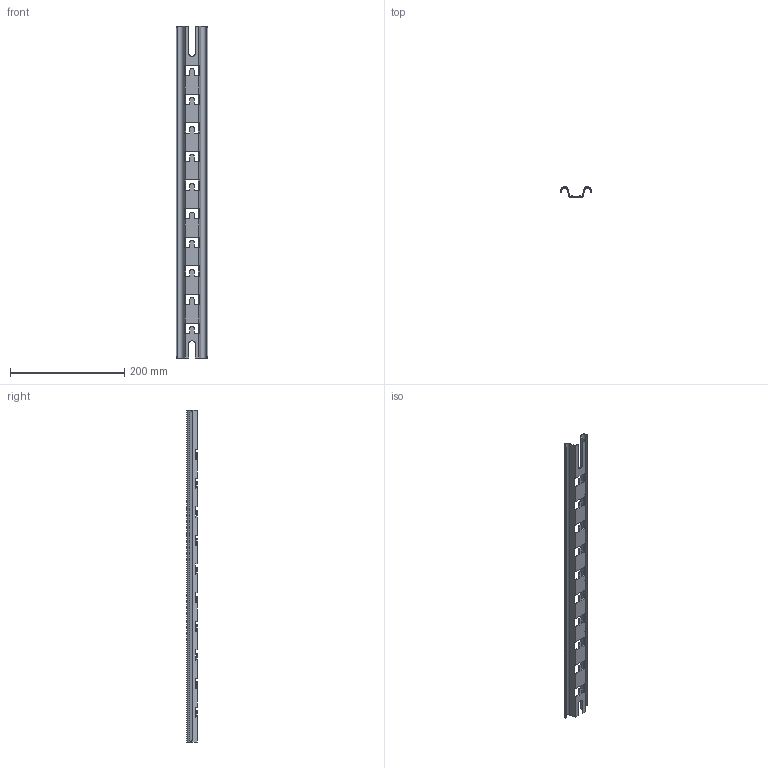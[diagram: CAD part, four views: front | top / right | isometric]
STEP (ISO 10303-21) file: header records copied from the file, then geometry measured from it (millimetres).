
FILE_DESCRIPTION (( 'STEP AP203' ), '1' );
FILE_NAME ('CLW10-VV-500 Äåðæàòåëü ãîðèçîíòàëüíûé VV 500.STEP', '2016-04-13T12:25:43', ( '' ), ( '' ), 'SwSTEP 2.0', 'SolidWorks 2014', '' );
FILE_SCHEMA (( 'CONFIG_CONTROL_DESIGN' ));
Length unit declared in the file: millimetre
Products named in the file (1): CLW10-VV-500 Äåðæàòåëü ãîðèçîíòàëüíûé VV 500
Bounding box: 55 x 17.98 x 580 mm (x, y, z)
Volume: 68154.6 mm3; surface area: 94813.6 mm2
Topology: 1 solids, 1 shells, 150 faces, 504 edges, 336 vertices
Faces by surface type: plane 120, cylinder 30
Entity records: 5545 total; most frequent: ORIENTED_EDGE 1008, CARTESIAN_POINT 991, DIRECTION 866, EDGE_CURVE 504, VECTOR 444, LINE 444, VERTEX_POINT 336, AXIS2_PLACEMENT_3D 211
